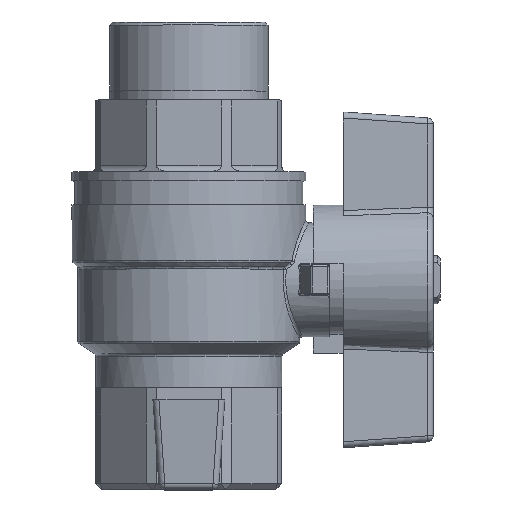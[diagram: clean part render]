
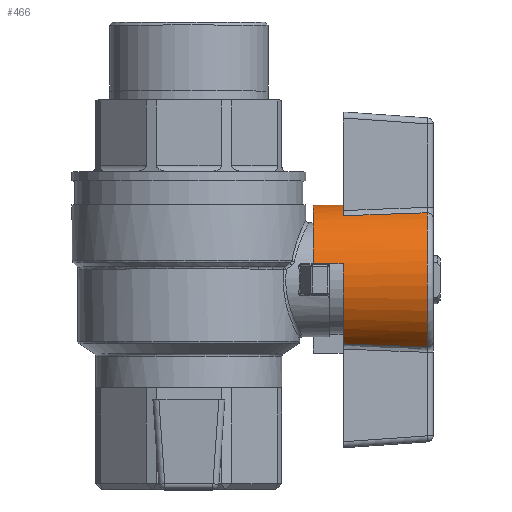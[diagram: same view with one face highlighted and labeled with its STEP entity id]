
A CAD part, top view. The second image highlights one B-rep face of the part: STEP entity #466.
In plain terms, the highlighted cylindrical face has radius 12.5 mm (diameter 25 mm), a partial arc.
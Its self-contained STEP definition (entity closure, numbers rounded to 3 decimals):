
#466 = ADVANCED_FACE( '', ( #1073 ), #1074, .T. );
#1073 = FACE_OUTER_BOUND( '', #2181, .T. );
#1074 = CYLINDRICAL_SURFACE( '', #2182, 12.5 );
#2181 = EDGE_LOOP( '', ( #3807, #3808, #3809, #3810, #3811, #3812, #3813, #3814 ) );
#2182 = AXIS2_PLACEMENT_3D( '', #3815, #3816, #3817 );
#3807 = ORIENTED_EDGE( '', *, *, #5351, .T. );
#3808 = ORIENTED_EDGE( '', *, *, #5352, .F. );
#3809 = ORIENTED_EDGE( '', *, *, #5353, .T. );
#3810 = ORIENTED_EDGE( '', *, *, #5354, .F. );
#3811 = ORIENTED_EDGE( '', *, *, #5355, .F. );
#3812 = ORIENTED_EDGE( '', *, *, #5356, .F. );
#3813 = ORIENTED_EDGE( '', *, *, #5057, .T. );
#3814 = ORIENTED_EDGE( '', *, *, #5139, .T. );
#3815 = CARTESIAN_POINT( '', ( 0., 20., 0. ) );
#3816 = DIRECTION( '', ( 0., 1., 0. ) );
#3817 = DIRECTION( '', ( 0., 0., -1. ) );
#5057 = EDGE_CURVE( '', #5917, #5921, #5923, .T. );
#5139 = EDGE_CURVE( '', #5921, #6058, #6060, .T. );
#5351 = EDGE_CURVE( '', #6058, #6360, #6361, .T. );
#5352 = EDGE_CURVE( '', #6362, #6360, #6363, .T. );
#5353 = EDGE_CURVE( '', #6362, #6364, #6365, .T. );
#5354 = EDGE_CURVE( '', #6366, #6364, #6367, .T. );
#5355 = EDGE_CURVE( '', #6368, #6366, #6369, .T. );
#5356 = EDGE_CURVE( '', #5917, #6368, #6370, .T. );
#5917 = VERTEX_POINT( '', #7422 );
#5921 = VERTEX_POINT( '', #7446 );
#5923 = ELLIPSE( '', #7476, 193.463, 12.5 );
#6058 = VERTEX_POINT( '', #7861 );
#6060 = CIRCLE( '', #7863, 12.5 );
#6360 = VERTEX_POINT( '', #8335 );
#6361 = ELLIPSE( '', #8336, 193.463, 12.5 );
#6362 = VERTEX_POINT( '', #8337 );
#6363 = CIRCLE( '', #8338, 12.5 );
#6364 = VERTEX_POINT( '', #8339 );
#6365 = LINE( '', #8340, #8341 );
#6366 = VERTEX_POINT( '', #8342 );
#6367 = CIRCLE( '', #8343, 12.5 );
#6368 = VERTEX_POINT( '', #8344 );
#6369 = LINE( '', #8345, #8346 );
#6370 = CIRCLE( '', #8347, 12.5 );
#7422 = CARTESIAN_POINT( '', ( -6.484, 15., -10.687 ) );
#7446 = CARTESIAN_POINT( '', ( -5.577, 1., -11.187 ) );
#7476 = AXIS2_PLACEMENT_3D( '', #9487, #9488, #9489 );
#7861 = CARTESIAN_POINT( '', ( -5.577, 1., 11.187 ) );
#7863 = AXIS2_PLACEMENT_3D( '', #9574, #9575, #9576 );
#8335 = CARTESIAN_POINT( '', ( -6.484, 15., 10.687 ) );
#8336 = AXIS2_PLACEMENT_3D( '', #9828, #9829, #9830 );
#8337 = CARTESIAN_POINT( '', ( 2.7, 15., 12.205 ) );
#8338 = AXIS2_PLACEMENT_3D( '', #9831, #9832, #9833 );
#8339 = CARTESIAN_POINT( '', ( 2.7, 20., 12.205 ) );
#8340 = CARTESIAN_POINT( '', ( 2.7, 15., 12.205 ) );
#8341 = VECTOR( '', #9834, 1000. );
#8342 = CARTESIAN_POINT( '', ( -12.205, 20., 2.7 ) );
#8343 = AXIS2_PLACEMENT_3D( '', #9835, #9836, #9837 );
#8344 = CARTESIAN_POINT( '', ( -12.205, 15., 2.7 ) );
#8345 = CARTESIAN_POINT( '', ( -12.205, 15., 2.7 ) );
#8346 = VECTOR( '', #9838, 1000. );
#8347 = AXIS2_PLACEMENT_3D( '', #9839, #9840, #9841 );
#9487 = CARTESIAN_POINT( '', ( 0., -85.14, 0. ) );
#9488 = DIRECTION( '', ( -0.998, -0.065, 0. ) );
#9489 = DIRECTION( '', ( 0.065, -0.998, 0. ) );
#9574 = CARTESIAN_POINT( '', ( 0., 1., 0. ) );
#9575 = DIRECTION( '', ( 0., 1., 0. ) );
#9576 = DIRECTION( '', ( 0., 0., 1. ) );
#9828 = CARTESIAN_POINT( '', ( 0., -85.14, 0. ) );
#9829 = DIRECTION( '', ( -0.998, -0.065, 0. ) );
#9830 = DIRECTION( '', ( 0.065, -0.998, 0. ) );
#9831 = CARTESIAN_POINT( '', ( 0., 15., 0. ) );
#9832 = DIRECTION( '', ( 0., -1., 0. ) );
#9833 = DIRECTION( '', ( 0., 0., -1. ) );
#9834 = DIRECTION( '', ( 0., 1., 0. ) );
#9835 = CARTESIAN_POINT( '', ( 0., 20., 0. ) );
#9836 = DIRECTION( '', ( 0., 1., 0. ) );
#9837 = DIRECTION( '', ( -1., 0., 0. ) );
#9838 = DIRECTION( '', ( 0., 1., 0. ) );
#9839 = CARTESIAN_POINT( '', ( 0., 15., 0. ) );
#9840 = DIRECTION( '', ( 0., 1., 0. ) );
#9841 = DIRECTION( '', ( 0., 0., 1. ) );
